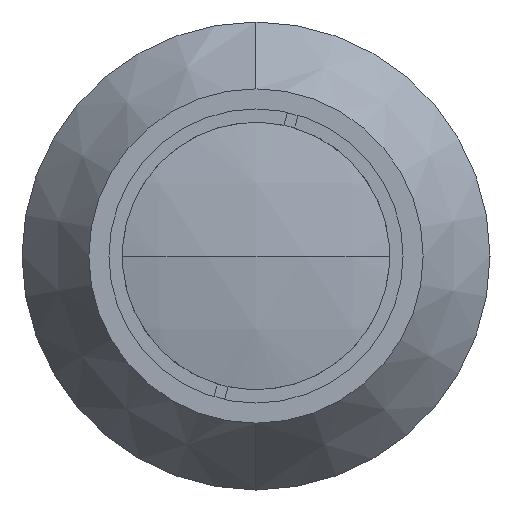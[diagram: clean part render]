
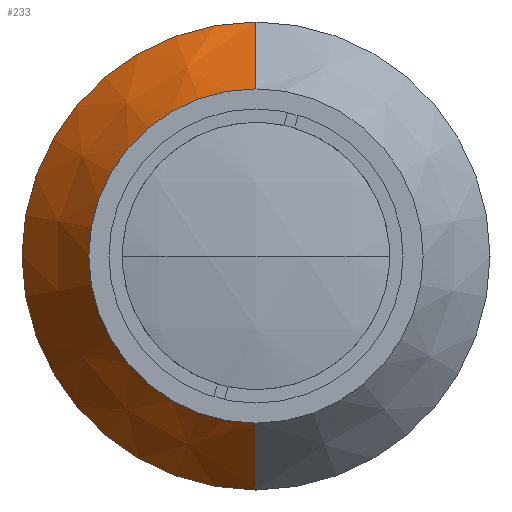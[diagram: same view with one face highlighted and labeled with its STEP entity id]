
A CAD part, left-side view. The second image highlights one B-rep face of the part: STEP entity #233.
In plain terms, the highlighted conical face has half-angle 35 degrees and reference radius 21 mm.
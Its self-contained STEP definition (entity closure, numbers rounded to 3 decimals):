
#29 = EDGE_CURVE ( 'NONE', #2577, #1163, #975, .T. ) ;
#42 = ORIENTED_EDGE ( 'NONE', *, *, #1923, .F. ) ;
#82 = VECTOR ( 'NONE', #3885, 1000. ) ;
#135 = LINE ( 'NONE', #2478, #2637 ) ;
#219 = AXIS2_PLACEMENT_3D ( 'NONE', #1522, #1925, #1798 ) ;
#233 = ADVANCED_FACE ( 'NONE', ( #1400 ), #507, .T. ) ;
#357 = DIRECTION ( 'NONE',  ( 0., 0., 1. ) ) ;
#507 = CONICAL_SURFACE ( 'NONE', #219, 21., 0.611 ) ;
#674 = CARTESIAN_POINT ( 'NONE',  ( 23.569, 0., 0. ) ) ;
#975 = CIRCLE ( 'NONE', #3250, 21. ) ;
#1036 = VERTEX_POINT ( 'NONE', #1659 ) ;
#1163 = VERTEX_POINT ( 'NONE', #2131 ) ;
#1239 = VERTEX_POINT ( 'NONE', #3881 ) ;
#1320 = EDGE_CURVE ( 'NONE', #1239, #1036, #3657, .T. ) ;
#1400 = FACE_OUTER_BOUND ( 'NONE', #3949, .T. ) ;
#1522 = CARTESIAN_POINT ( 'NONE',  ( 23.569, 0., 0. ) ) ;
#1659 = CARTESIAN_POINT ( 'NONE',  ( 15., 0., -15. ) ) ;
#1669 = AXIS2_PLACEMENT_3D ( 'NONE', #3482, #1690, #3761 ) ;
#1690 = DIRECTION ( 'NONE',  ( -1., 0., 0. ) ) ;
#1798 = DIRECTION ( 'NONE',  ( 0., 0., -1. ) ) ;
#1882 = LINE ( 'NONE', #2475, #82 ) ;
#1923 = EDGE_CURVE ( 'NONE', #1036, #1163, #135, .T. ) ;
#1925 = DIRECTION ( 'NONE',  ( 1., 0., 0. ) ) ;
#2131 = CARTESIAN_POINT ( 'NONE',  ( 23.569, 0., -21. ) ) ;
#2165 = ORIENTED_EDGE ( 'NONE', *, *, #1320, .F. ) ;
#2177 = EDGE_CURVE ( 'NONE', #1239, #2577, #1882, .T. ) ;
#2475 = CARTESIAN_POINT ( 'NONE',  ( 23.569, 0., 21. ) ) ;
#2478 = CARTESIAN_POINT ( 'NONE',  ( 23.569, 0., -21. ) ) ;
#2577 = VERTEX_POINT ( 'NONE', #2871 ) ;
#2614 = DIRECTION ( 'NONE',  ( -1., 0., 0. ) ) ;
#2637 = VECTOR ( 'NONE', #3355, 1000. ) ;
#2817 = ORIENTED_EDGE ( 'NONE', *, *, #29, .T. ) ;
#2871 = CARTESIAN_POINT ( 'NONE',  ( 23.569, 0., 21. ) ) ;
#3250 = AXIS2_PLACEMENT_3D ( 'NONE', #674, #2614, #357 ) ;
#3355 = DIRECTION ( 'NONE',  ( 0.819, 0., -0.574 ) ) ;
#3482 = CARTESIAN_POINT ( 'NONE',  ( 15., 0., 0. ) ) ;
#3597 = ORIENTED_EDGE ( 'NONE', *, *, #2177, .T. ) ;
#3657 = CIRCLE ( 'NONE', #1669, 15. ) ;
#3761 = DIRECTION ( 'NONE',  ( 0., 0., 1. ) ) ;
#3881 = CARTESIAN_POINT ( 'NONE',  ( 15., 0., 15. ) ) ;
#3885 = DIRECTION ( 'NONE',  ( 0.819, 0., 0.574 ) ) ;
#3949 = EDGE_LOOP ( 'NONE', ( #2165, #3597, #2817, #42 ) ) ;
